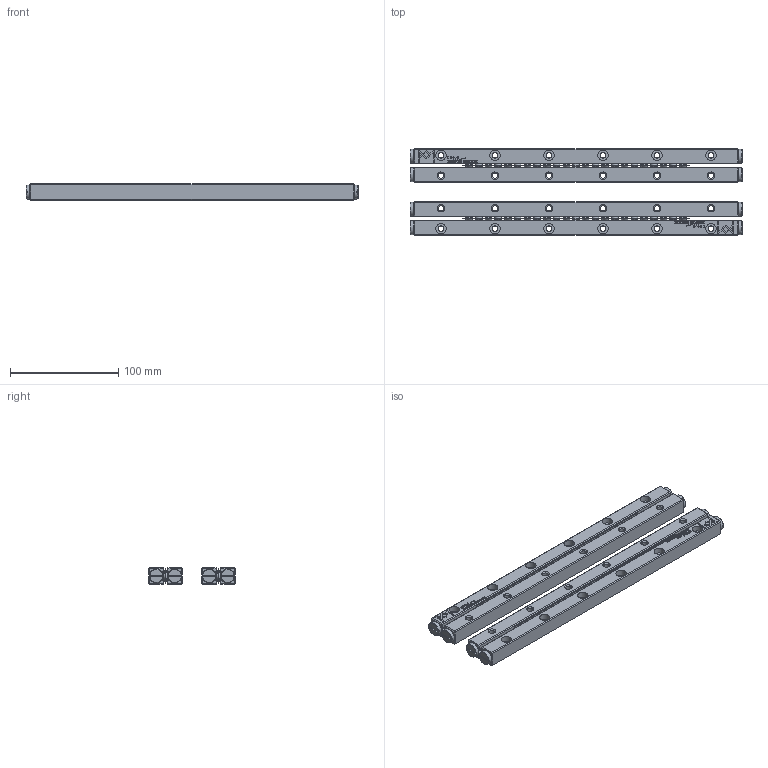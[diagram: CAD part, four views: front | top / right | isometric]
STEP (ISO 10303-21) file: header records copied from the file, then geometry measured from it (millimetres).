
FILE_DESCRIPTION(/* description */ (''),/* implementation_level */ '2;1');
FILE_NAME(/* name */ 'Set RSD-6300x23AA_stp_stp.stp',/* time_stamp */ '2025-05-27T14:10:22+02:00',/* author */ (''),/* organization */ (''),/* preprocessor_version */ 'ST-DEVELOPER v16.7',/* originating_system */ 'SIEMENS PLM Software NX 12.0',/* authorisation */ '');
FILE_SCHEMA (('AUTOMOTIVE_DESIGN { 1 0 10303 214 3 1 1 1 }'));
Products named in the file (1): Set RSD-6300x23AA_stp_stp
Bounding box: 307.4 x 80 x 15 mm (x, y, z)
Volume: 239438.6 mm3; surface area: 102154 mm2
Topology: 60 solids, 60 shells, 3146 faces, 8156 edges, 5294 vertices
Faces by surface type: plane 1820, cylinder 778, bspline 360, cone 188
Full cylindrical faces by diameter (mm): 4.3 x8, 5 x8, 5.2 x32, 6 x46, 9.5 x24, 13 x8
Entity records: 103626 total; most frequent: CARTESIAN_POINT 21103, ORIENTED_EDGE 15448, DIRECTION 14298, EDGE_CURVE 7724, LINE 5220, VECTOR 5220, VERTEX_POINT 5168, AXIS2_PLACEMENT_3D 4539
